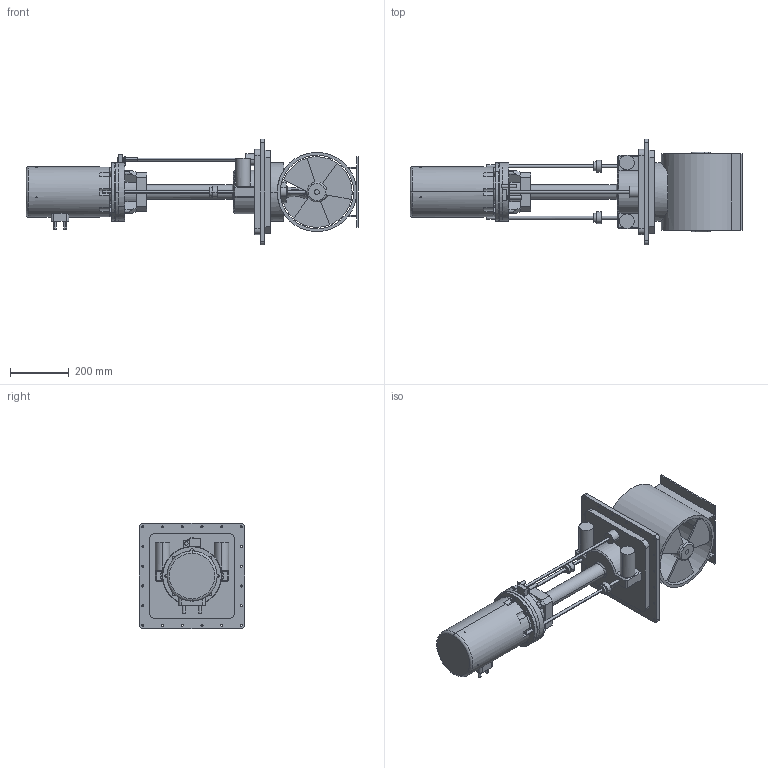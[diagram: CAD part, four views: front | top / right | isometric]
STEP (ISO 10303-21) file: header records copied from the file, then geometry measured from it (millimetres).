
FILE_DESCRIPTION(('CATIA V5 STEP Exchange'),'2;1');
FILE_NAME('SP_VIP250_EL_15kW_closed.stp','2022-03-21T12:29:58+00:00',('none'),('none'),'CATIA Version 5-6 Release 2016','CATIA V5 STEP AP203','none');
FILE_SCHEMA(('CONFIG_CONTROL_DESIGN'));
Length unit declared in the file: millimetre
Products named in the file (2): SP_VIP250_EL_15kW_closed; moteur 15 kw
Assembly tree (4 placements, depth 3):
  SP_VIP250_EL_15kW_closed
    #57
    moteur 15 kw
      #15727
      #18492
Bounding box: 1130.5 x 360 x 360 mm (x, y, z)
Volume: 21427129.6 mm3; surface area: 1763109.2 mm2
Topology: 6 solids, 9 shells, 662 faces, 1634 edges, 1042 vertices
Faces by surface type: cylinder 312, plane 227, cone 44, torus 32, bspline 30, revolution 9, sphere 8
Entity records: 22532 total; most frequent: CARTESIAN_POINT 7808, ORIENTED_EDGE 3252, DIRECTION 2368, EDGE_CURVE 1626, AXIS2_PLACEMENT_3D 1182, VERTEX_POINT 1042, EDGE_LOOP 810, CIRCLE 706
